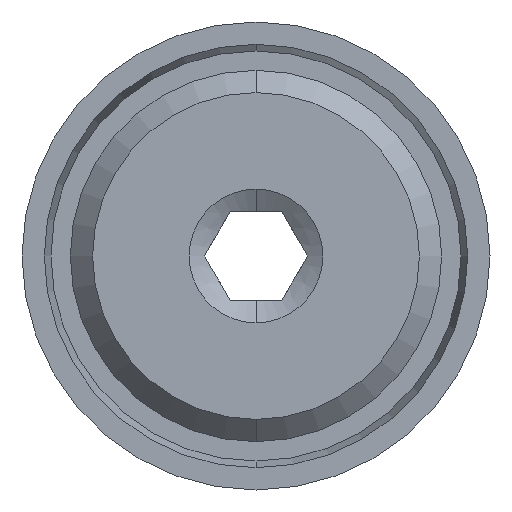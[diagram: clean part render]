
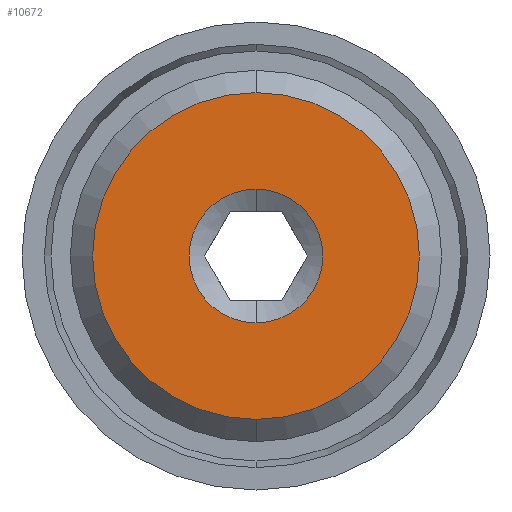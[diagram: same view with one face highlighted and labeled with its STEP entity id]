
A CAD part, left-side view. The second image highlights one B-rep face of the part: STEP entity #10672.
In plain terms, the highlighted planar face has unit normal (-1, 0, 0).
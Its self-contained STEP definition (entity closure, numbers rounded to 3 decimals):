
#306 = FACE_BOUND ( 'NONE', #736, .T. ) ;
#603 = FACE_OUTER_BOUND ( 'NONE', #6863, .T. ) ;
#628 = CARTESIAN_POINT ( 'NONE',  ( 13.247, 17.287, -0.544 ) ) ;
#736 = EDGE_LOOP ( 'NONE', ( #1819, #7737 ) ) ;
#1398 = CARTESIAN_POINT ( 'NONE',  ( 13.247, 17.287, -3.544 ) ) ;
#1672 = CARTESIAN_POINT ( 'NONE',  ( 13.247, 17.287, -7.875 ) ) ;
#1819 = ORIENTED_EDGE ( 'NONE', *, *, #10988, .T. ) ;
#2110 = DIRECTION ( 'NONE',  ( -1., 0., 0. ) ) ;
#2171 = DIRECTION ( 'NONE',  ( 1., 0., 0. ) ) ;
#2214 = CIRCLE ( 'NONE', #9416, 7.331 ) ;
#3937 = CARTESIAN_POINT ( 'NONE',  ( 13.247, 17.287, -0.544 ) ) ;
#4078 = VERTEX_POINT ( 'NONE', #4946 ) ;
#4111 = DIRECTION ( 'NONE',  ( 0., 0., 1. ) ) ;
#4286 = VERTEX_POINT ( 'NONE', #4474 ) ;
#4474 = CARTESIAN_POINT ( 'NONE',  ( 13.247, 17.287, 2.456 ) ) ;
#4637 = EDGE_CURVE ( 'NONE', #5806, #4078, #10379, .T. ) ;
#4946 = CARTESIAN_POINT ( 'NONE',  ( 13.247, 17.287, 6.787 ) ) ;
#5112 = VERTEX_POINT ( 'NONE', #1398 ) ;
#5409 = DIRECTION ( 'NONE',  ( 1., 0., 0. ) ) ;
#5511 = DIRECTION ( 'NONE',  ( 0., 0., 1. ) ) ;
#5748 = AXIS2_PLACEMENT_3D ( 'NONE', #12206, #5409, #10305 ) ;
#5788 = AXIS2_PLACEMENT_3D ( 'NONE', #6041, #2171, #11880 ) ;
#5806 = VERTEX_POINT ( 'NONE', #1672 ) ;
#6041 = CARTESIAN_POINT ( 'NONE',  ( 13.247, 17.287, -0.544 ) ) ;
#6863 = EDGE_LOOP ( 'NONE', ( #12117, #12427 ) ) ;
#6958 = DIRECTION ( 'NONE',  ( 1., 0., 0. ) ) ;
#7737 = ORIENTED_EDGE ( 'NONE', *, *, #11741, .T. ) ;
#7940 = DIRECTION ( 'NONE',  ( 0., 0., -1. ) ) ;
#8520 = DIRECTION ( 'NONE',  ( 1., 0., 0. ) ) ;
#8679 = PLANE ( 'NONE',  #8868 ) ;
#8868 = AXIS2_PLACEMENT_3D ( 'NONE', #8943, #2110, #4111 ) ;
#8943 = CARTESIAN_POINT ( 'NONE',  ( 13.247, 17.287, 3.622 ) ) ;
#9299 = EDGE_CURVE ( 'NONE', #4078, #5806, #2214, .T. ) ;
#9416 = AXIS2_PLACEMENT_3D ( 'NONE', #3937, #6958, #7940 ) ;
#10118 = CIRCLE ( 'NONE', #5788, 3. ) ;
#10305 = DIRECTION ( 'NONE',  ( 0., 0., -1. ) ) ;
#10379 = CIRCLE ( 'NONE', #5748, 7.331 ) ;
#10428 = AXIS2_PLACEMENT_3D ( 'NONE', #628, #8520, #5511 ) ;
#10672 = ADVANCED_FACE ( 'NONE', ( #306, #603 ), #8679, .T. ) ;
#10988 = EDGE_CURVE ( 'NONE', #4286, #5112, #10118, .T. ) ;
#11741 = EDGE_CURVE ( 'NONE', #5112, #4286, #12167, .T. ) ;
#11880 = DIRECTION ( 'NONE',  ( 0., 0., 1. ) ) ;
#12117 = ORIENTED_EDGE ( 'NONE', *, *, #4637, .F. ) ;
#12167 = CIRCLE ( 'NONE', #10428, 3. ) ;
#12206 = CARTESIAN_POINT ( 'NONE',  ( 13.247, 17.287, -0.544 ) ) ;
#12427 = ORIENTED_EDGE ( 'NONE', *, *, #9299, .F. ) ;
